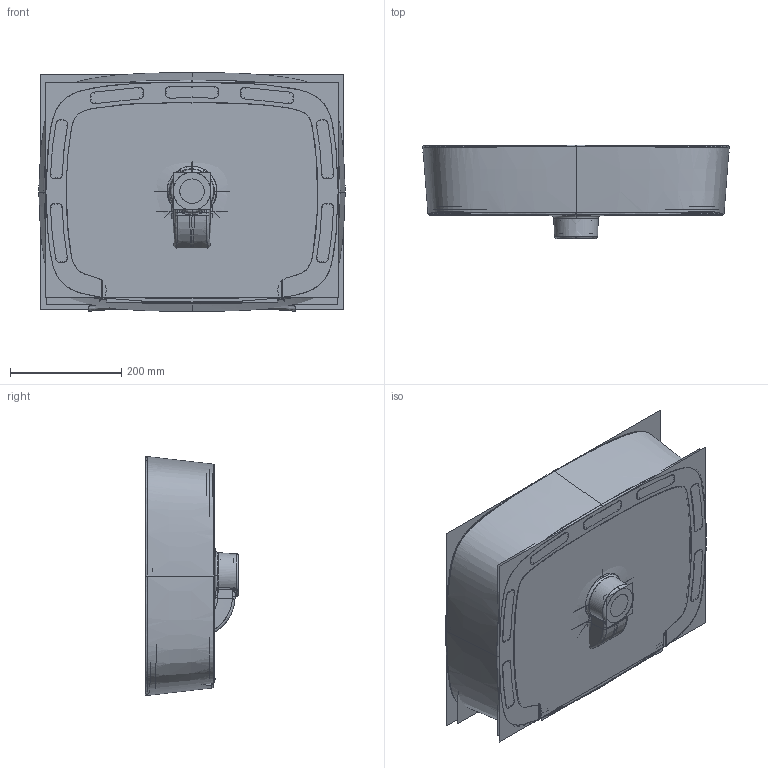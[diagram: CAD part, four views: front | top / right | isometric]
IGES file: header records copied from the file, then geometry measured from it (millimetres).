
Start section: JAMA-IS VERSION  1.0  PTC IGES file: 0618-master.igs
Global section: file name: 0618-master.igs; native system: Creo Parametric by PTC Inc.; preprocessor: 2014440; author: 10113538; organization: Unknown; date: 20190618.105411; units: millimetre
Bounding box: 550.83 x 168 x 429.39 mm (x, y, z)
Volume: 6864226.4 mm3; surface area: 7731501.2 mm2
Topology: 1 solids, 2 shells, 1214 faces, 5338 edges, 6206 vertices
Faces by surface type: bspline 1214
